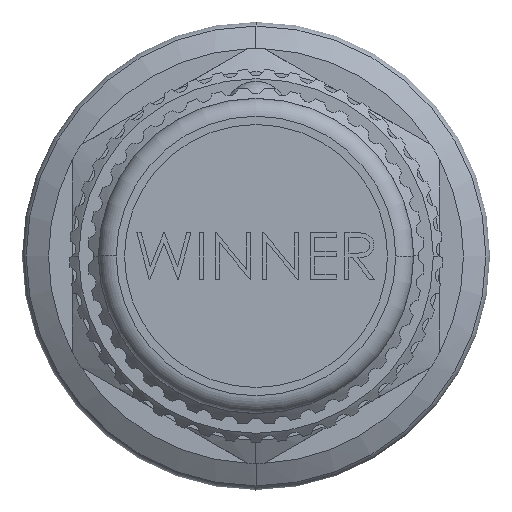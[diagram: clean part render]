
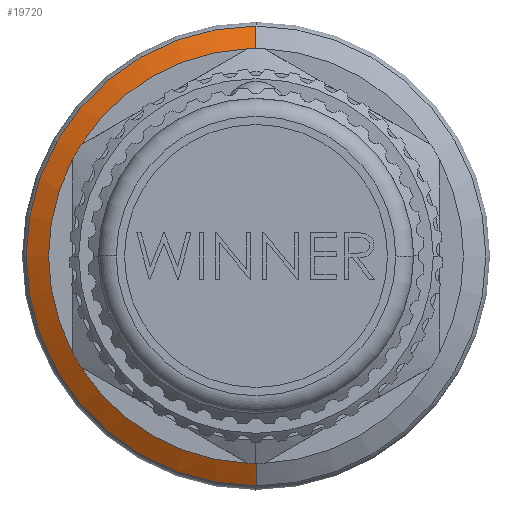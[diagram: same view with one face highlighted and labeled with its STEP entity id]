
A CAD part, left-side view. The second image highlights one B-rep face of the part: STEP entity #19720.
In plain terms, the highlighted conical face has half-angle 60 degrees and reference radius 19.835 mm.
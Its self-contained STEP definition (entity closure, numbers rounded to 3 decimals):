
#229 = EDGE_CURVE ( 'NONE', #13543, #7044, #22258, .T. ) ;
#656 = ORIENTED_EDGE ( 'NONE', *, *, #229, .T. ) ;
#764 = CONICAL_SURFACE ( 'NONE', #1685, 19.835, 1.047 ) ;
#1187 = VERTEX_POINT ( 'NONE', #28300 ) ;
#1685 = AXIS2_PLACEMENT_3D ( 'NONE', #22493, #7039, #11529 ) ;
#2097 = CIRCLE ( 'NONE', #24705, 17.9 ) ;
#2190 = DIRECTION ( 'NONE',  ( 1., 0., 0. ) ) ;
#2640 = CARTESIAN_POINT ( 'NONE',  ( 34.95, 0., 0. ) ) ;
#2716 = AXIS2_PLACEMENT_3D ( 'NONE', #6713, #22176, #24585 ) ;
#3011 = ORIENTED_EDGE ( 'NONE', *, *, #21198, .T. ) ;
#3076 = CIRCLE ( 'NONE', #27687, 17.9 ) ;
#3557 = EDGE_CURVE ( 'NONE', #27653, #7044, #16433, .T. ) ;
#3831 = ORIENTED_EDGE ( 'NONE', *, *, #11931, .T. ) ;
#3929 = CARTESIAN_POINT ( 'NONE',  ( 34.95, 0., -17.9 ) ) ;
#5033 = CARTESIAN_POINT ( 'NONE',  ( 34.95, 15.85, -8.318 ) ) ;
#5071 = DIRECTION ( 'NONE',  ( 1., 0., 0. ) ) ;
#5311 = CIRCLE ( 'NONE', #17755, 17.9 ) ;
#5912 = CARTESIAN_POINT ( 'NONE',  ( 36.067, 0., -19.835 ) ) ;
#6052 = EDGE_CURVE ( 'NONE', #18008, #1187, #5311, .T. ) ;
#6713 = CARTESIAN_POINT ( 'NONE',  ( 34.95, 0., 0. ) ) ;
#7039 = DIRECTION ( 'NONE',  ( 1., 0., 0. ) ) ;
#7044 = VERTEX_POINT ( 'NONE', #24523 ) ;
#7067 = ORIENTED_EDGE ( 'NONE', *, *, #17500, .T. ) ;
#8963 = CARTESIAN_POINT ( 'NONE',  ( 34.95, 0., 17.9 ) ) ;
#9027 = DIRECTION ( 'NONE',  ( 1., 0., 0. ) ) ;
#9384 = ORIENTED_EDGE ( 'NONE', *, *, #24064, .T. ) ;
#9592 = CARTESIAN_POINT ( 'NONE',  ( 34.95, 0.721, 17.885 ) ) ;
#11155 = CARTESIAN_POINT ( 'NONE',  ( 34.95, 0., 0. ) ) ;
#11529 = DIRECTION ( 'NONE',  ( 0., 0., -1. ) ) ;
#11931 = EDGE_CURVE ( 'NONE', #20971, #18008, #24669, .T. ) ;
#12116 = DIRECTION ( 'NONE',  ( 0., 0., -1. ) ) ;
#12265 = CARTESIAN_POINT ( 'NONE',  ( 34.95, 0., 0. ) ) ;
#12558 = ORIENTED_EDGE ( 'NONE', *, *, #25731, .T. ) ;
#12627 = DIRECTION ( 'NONE',  ( 0., 0., -1. ) ) ;
#12636 = CIRCLE ( 'NONE', #19322, 17.9 ) ;
#13200 = CIRCLE ( 'NONE', #26868, 17.9 ) ;
#13495 = CARTESIAN_POINT ( 'NONE',  ( 34.95, 0., 0. ) ) ;
#13543 = VERTEX_POINT ( 'NONE', #8963 ) ;
#13688 = ORIENTED_EDGE ( 'NONE', *, *, #3557, .F. ) ;
#13939 = DIRECTION ( 'NONE',  ( 1., 0., 0. ) ) ;
#14057 = AXIS2_PLACEMENT_3D ( 'NONE', #13495, #5071, #26669 ) ;
#15841 = EDGE_LOOP ( 'NONE', ( #12558, #656, #13688, #19549, #7067, #23585, #3831, #27382, #3011, #9384 ) ) ;
#15957 = CARTESIAN_POINT ( 'NONE',  ( 34.95, 0., 0. ) ) ;
#15990 = VERTEX_POINT ( 'NONE', #16588 ) ;
#16088 = VECTOR ( 'NONE', #24517, 1000. ) ;
#16433 = CIRCLE ( 'NONE', #18697, 19.835 ) ;
#16588 = CARTESIAN_POINT ( 'NONE',  ( 34.95, 15.129, 9.568 ) ) ;
#16783 = VERTEX_POINT ( 'NONE', #26123 ) ;
#17500 = EDGE_CURVE ( 'NONE', #19604, #16783, #12636, .T. ) ;
#17534 = CARTESIAN_POINT ( 'NONE',  ( 36.067, 0., -19.835 ) ) ;
#17755 = AXIS2_PLACEMENT_3D ( 'NONE', #22260, #9027, #24460 ) ;
#18008 = VERTEX_POINT ( 'NONE', #5033 ) ;
#18377 = CIRCLE ( 'NONE', #14057, 17.9 ) ;
#18697 = AXIS2_PLACEMENT_3D ( 'NONE', #20701, #13939, #12116 ) ;
#18865 = VERTEX_POINT ( 'NONE', #9592 ) ;
#18934 = VECTOR ( 'NONE', #26558, 1000. ) ;
#19322 = AXIS2_PLACEMENT_3D ( 'NONE', #12265, #27825, #12627 ) ;
#19549 = ORIENTED_EDGE ( 'NONE', *, *, #22089, .F. ) ;
#19604 = VERTEX_POINT ( 'NONE', #3929 ) ;
#19720 = ADVANCED_FACE ( 'NONE', ( #24624 ), #764, .T. ) ;
#20197 = DIRECTION ( 'NONE',  ( 1., 0., 0. ) ) ;
#20393 = DIRECTION ( 'NONE',  ( 0., 0., -1. ) ) ;
#20701 = CARTESIAN_POINT ( 'NONE',  ( 36.067, 0., 0. ) ) ;
#20971 = VERTEX_POINT ( 'NONE', #25580 ) ;
#21198 = EDGE_CURVE ( 'NONE', #1187, #15990, #13200, .T. ) ;
#22089 = EDGE_CURVE ( 'NONE', #19604, #27653, #25462, .T. ) ;
#22122 = DIRECTION ( 'NONE',  ( 0., 0., -1. ) ) ;
#22176 = DIRECTION ( 'NONE',  ( 1., 0., 0. ) ) ;
#22205 = DIRECTION ( 'NONE',  ( 0., 0., -1. ) ) ;
#22258 = LINE ( 'NONE', #27004, #16088 ) ;
#22260 = CARTESIAN_POINT ( 'NONE',  ( 34.95, 0., 0. ) ) ;
#22493 = CARTESIAN_POINT ( 'NONE',  ( 36.067, 0., 0. ) ) ;
#22709 = EDGE_CURVE ( 'NONE', #16783, #20971, #2097, .T. ) ;
#23585 = ORIENTED_EDGE ( 'NONE', *, *, #22709, .T. ) ;
#24064 = EDGE_CURVE ( 'NONE', #15990, #18865, #18377, .T. ) ;
#24460 = DIRECTION ( 'NONE',  ( 0., 0., -1. ) ) ;
#24517 = DIRECTION ( 'NONE',  ( 0.5, 0., 0.866 ) ) ;
#24523 = CARTESIAN_POINT ( 'NONE',  ( 36.067, 0., 19.835 ) ) ;
#24585 = DIRECTION ( 'NONE',  ( 0., 0., -1. ) ) ;
#24624 = FACE_OUTER_BOUND ( 'NONE', #15841, .T. ) ;
#24669 = CIRCLE ( 'NONE', #2716, 17.9 ) ;
#24705 = AXIS2_PLACEMENT_3D ( 'NONE', #11155, #2190, #22122 ) ;
#25462 = LINE ( 'NONE', #17534, #18934 ) ;
#25580 = CARTESIAN_POINT ( 'NONE',  ( 34.95, 15.129, -9.568 ) ) ;
#25731 = EDGE_CURVE ( 'NONE', #18865, #13543, #3076, .T. ) ;
#26123 = CARTESIAN_POINT ( 'NONE',  ( 34.95, 0.721, -17.885 ) ) ;
#26558 = DIRECTION ( 'NONE',  ( 0.5, 0., -0.866 ) ) ;
#26669 = DIRECTION ( 'NONE',  ( 0., 0., -1. ) ) ;
#26868 = AXIS2_PLACEMENT_3D ( 'NONE', #2640, #20197, #20393 ) ;
#26998 = DIRECTION ( 'NONE',  ( 1., 0., 0. ) ) ;
#27004 = CARTESIAN_POINT ( 'NONE',  ( 36.067, 0., 19.835 ) ) ;
#27382 = ORIENTED_EDGE ( 'NONE', *, *, #6052, .T. ) ;
#27653 = VERTEX_POINT ( 'NONE', #5912 ) ;
#27687 = AXIS2_PLACEMENT_3D ( 'NONE', #15957, #26998, #22205 ) ;
#27825 = DIRECTION ( 'NONE',  ( 1., 0., 0. ) ) ;
#28300 = CARTESIAN_POINT ( 'NONE',  ( 34.95, 15.85, 8.318 ) ) ;
